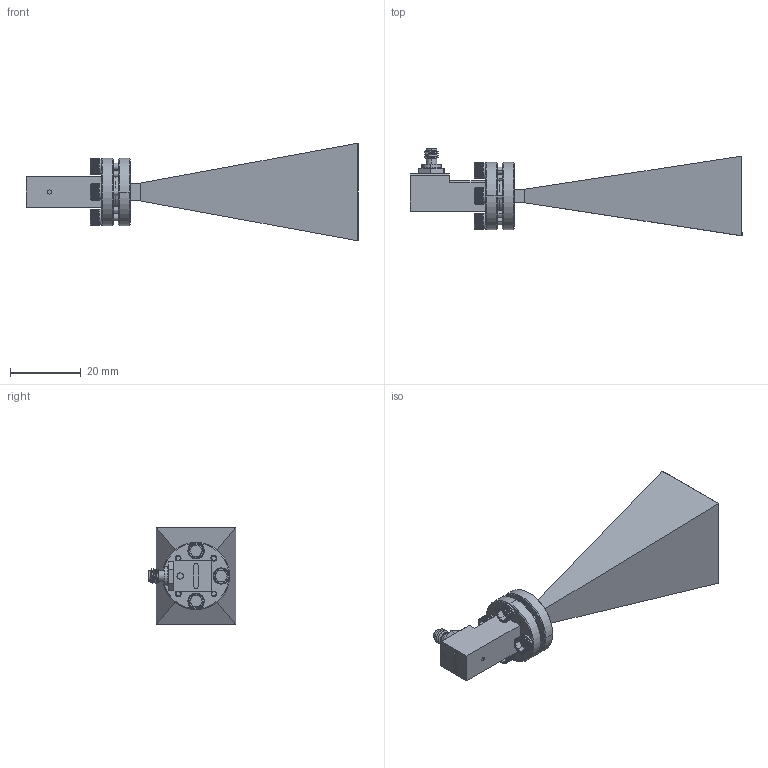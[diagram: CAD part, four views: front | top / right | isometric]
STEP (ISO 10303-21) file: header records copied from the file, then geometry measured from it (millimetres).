
FILE_DESCRIPTION (( 'STEP AP203' ), '1' );
FILE_NAME ('SAR-2507-101F-R2.STEP', '2019-08-15T22:12:30', ( '' ), ( '' ), 'SwSTEP 2.0', 'SolidWorks 2016', '' );
FILE_SCHEMA (( 'CONFIG_CONTROL_DESIGN' ));
Length unit declared in the file: inch
Products named in the file (1): SAR-2507-101F-R2
Bounding box: 93.98 x 24.82 x 27.59 mm (x, y, z)
Volume: 19511.1 mm3; surface area: 8373.7 mm2
Topology: 15 solids, 15 shells, 912 faces, 2441 edges, 1593 vertices
Faces by surface type: plane 491, cylinder 312, cone 89, bspline 12, torus 8
Entity records: 31933 total; most frequent: CARTESIAN_POINT 10531, ORIENTED_EDGE 4882, DIRECTION 3900, EDGE_CURVE 2441, VERTEX_POINT 1593, AXIS2_PLACEMENT_3D 1488, EDGE_LOOP 978, VECTOR 924
